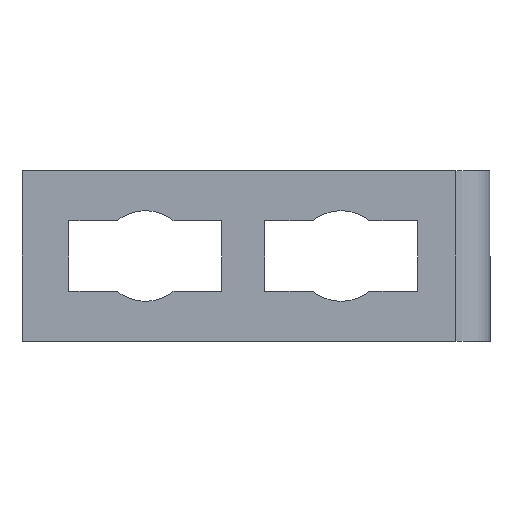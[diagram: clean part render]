
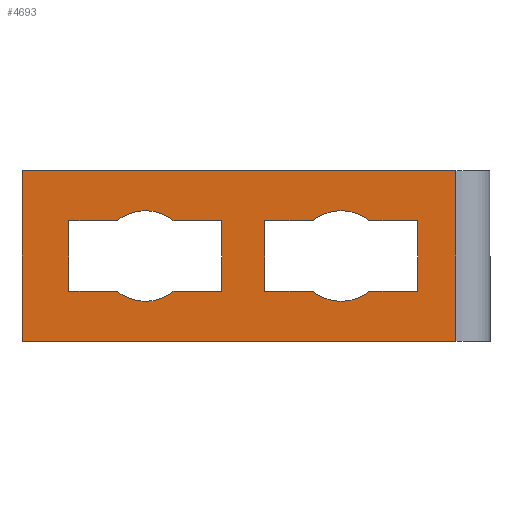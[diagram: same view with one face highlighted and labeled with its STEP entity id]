
A CAD part, left-side view. The second image highlights one B-rep face of the part: STEP entity #4693.
In plain terms, the highlighted planar face has unit normal (-1, 0, 0).
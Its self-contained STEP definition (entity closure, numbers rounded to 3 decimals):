
#3889=CARTESIAN_POINT('',(-110.,53.,-8.25));
#3890=VERTEX_POINT('',#3889);
#3897=CARTESIAN_POINT('',(-110.,41.735,-8.25));
#3898=VERTEX_POINT('',#3897);
#3899=CARTESIAN_POINT('',(-110.,41.735,-8.25));
#3900=DIRECTION('',(0.0,1.0,0.0));
#3901=VECTOR('',#3900,11.265);
#3902=LINE('',#3899,#3901);
#3903=EDGE_CURVE('',#3898,#3890,#3902,.T.);
#3929=CARTESIAN_POINT('',(-110.,28.265,-8.25));
#3930=VERTEX_POINT('',#3929);
#3931=CARTESIAN_POINT('',(-110.,35.,0.));
#3932=DIRECTION('',(1.0,0.,0.));
#3933=DIRECTION('',(0.,0.632,-0.775));
#3934=AXIS2_PLACEMENT_3D('',#3931,#3932,#3933);
#3935=CIRCLE('',#3934,10.65);
#3936=EDGE_CURVE('',#3930,#3898,#3935,.T.);
#3961=CARTESIAN_POINT('',(-110.,17.,-8.25));
#3962=VERTEX_POINT('',#3961);
#3963=CARTESIAN_POINT('',(-110.,17.,-8.25));
#3964=DIRECTION('',(0.0,1.0,0.0));
#3965=VECTOR('',#3964,11.265);
#3966=LINE('',#3963,#3965);
#3967=EDGE_CURVE('',#3962,#3930,#3966,.T.);
#3992=CARTESIAN_POINT('',(-110.,17.,8.25));
#3993=VERTEX_POINT('',#3992);
#3994=CARTESIAN_POINT('',(-110.,17.,8.25));
#3995=DIRECTION('',(0.0,0.0,-1.0));
#3996=VECTOR('',#3995,16.5);
#3997=LINE('',#3994,#3996);
#3998=EDGE_CURVE('',#3993,#3962,#3997,.T.);
#4023=CARTESIAN_POINT('',(-110.,28.265,8.25));
#4024=VERTEX_POINT('',#4023);
#4025=CARTESIAN_POINT('',(-110.,28.265,8.25));
#4026=DIRECTION('',(0.0,-1.0,0.0));
#4027=VECTOR('',#4026,11.265);
#4028=LINE('',#4025,#4027);
#4029=EDGE_CURVE('',#4024,#3993,#4028,.T.);
#4055=CARTESIAN_POINT('',(-110.,41.735,8.25));
#4056=VERTEX_POINT('',#4055);
#4057=CARTESIAN_POINT('',(-110.,35.,0.));
#4058=DIRECTION('',(1.0,0.,0.));
#4059=DIRECTION('',(0.,-0.632,0.775));
#4060=AXIS2_PLACEMENT_3D('',#4057,#4058,#4059);
#4061=CIRCLE('',#4060,10.65);
#4062=EDGE_CURVE('',#4056,#4024,#4061,.T.);
#4087=CARTESIAN_POINT('',(-110.,53.,8.25));
#4088=VERTEX_POINT('',#4087);
#4089=CARTESIAN_POINT('',(-110.,53.,8.25));
#4090=DIRECTION('',(0.0,-1.0,0.0));
#4091=VECTOR('',#4090,11.265);
#4092=LINE('',#4089,#4091);
#4093=EDGE_CURVE('',#4088,#4056,#4092,.T.);
#4116=CARTESIAN_POINT('',(-110.,53.,-8.25));
#4117=DIRECTION('',(0.0,0.0,1.0));
#4118=VECTOR('',#4117,16.5);
#4119=LINE('',#4116,#4118);
#4120=EDGE_CURVE('',#3890,#4088,#4119,.T.);
#4141=CARTESIAN_POINT('',(-110.,99.,-8.25));
#4142=VERTEX_POINT('',#4141);
#4149=CARTESIAN_POINT('',(-110.,87.735,-8.25));
#4150=VERTEX_POINT('',#4149);
#4151=CARTESIAN_POINT('',(-110.,87.735,-8.25));
#4152=DIRECTION('',(0.0,1.0,0.0));
#4153=VECTOR('',#4152,11.265);
#4154=LINE('',#4151,#4153);
#4155=EDGE_CURVE('',#4150,#4142,#4154,.T.);
#4181=CARTESIAN_POINT('',(-110.,74.265,-8.25));
#4182=VERTEX_POINT('',#4181);
#4183=CARTESIAN_POINT('',(-110.,81.,0.));
#4184=DIRECTION('',(1.0,0.,0.));
#4185=DIRECTION('',(0.,0.632,-0.775));
#4186=AXIS2_PLACEMENT_3D('',#4183,#4184,#4185);
#4187=CIRCLE('',#4186,10.65);
#4188=EDGE_CURVE('',#4182,#4150,#4187,.T.);
#4213=CARTESIAN_POINT('',(-110.,63.,-8.25));
#4214=VERTEX_POINT('',#4213);
#4215=CARTESIAN_POINT('',(-110.,63.,-8.25));
#4216=DIRECTION('',(0.0,1.0,0.0));
#4217=VECTOR('',#4216,11.265);
#4218=LINE('',#4215,#4217);
#4219=EDGE_CURVE('',#4214,#4182,#4218,.T.);
#4244=CARTESIAN_POINT('',(-110.0,63.,8.25));
#4245=VERTEX_POINT('',#4244);
#4246=CARTESIAN_POINT('',(-110.,63.,8.25));
#4247=DIRECTION('',(0.0,0.0,-1.0));
#4248=VECTOR('',#4247,16.5);
#4249=LINE('',#4246,#4248);
#4250=EDGE_CURVE('',#4245,#4214,#4249,.T.);
#4275=CARTESIAN_POINT('',(-110.,74.265,8.25));
#4276=VERTEX_POINT('',#4275);
#4277=CARTESIAN_POINT('',(-110.,74.265,8.25));
#4278=DIRECTION('',(0.0,-1.0,0.0));
#4279=VECTOR('',#4278,11.265);
#4280=LINE('',#4277,#4279);
#4281=EDGE_CURVE('',#4276,#4245,#4280,.T.);
#4307=CARTESIAN_POINT('',(-110.,87.735,8.25));
#4308=VERTEX_POINT('',#4307);
#4309=CARTESIAN_POINT('',(-110.,81.,0.));
#4310=DIRECTION('',(1.0,0.,0.));
#4311=DIRECTION('',(0.,-0.632,0.775));
#4312=AXIS2_PLACEMENT_3D('',#4309,#4310,#4311);
#4313=CIRCLE('',#4312,10.65);
#4314=EDGE_CURVE('',#4308,#4276,#4313,.T.);
#4339=CARTESIAN_POINT('',(-110.,99.,8.25));
#4340=VERTEX_POINT('',#4339);
#4341=CARTESIAN_POINT('',(-110.,99.,8.25));
#4342=DIRECTION('',(0.0,-1.0,0.0));
#4343=VECTOR('',#4342,11.265);
#4344=LINE('',#4341,#4343);
#4345=EDGE_CURVE('',#4340,#4308,#4344,.T.);
#4368=CARTESIAN_POINT('',(-110.,99.,-8.25));
#4369=DIRECTION('',(0.0,0.0,1.0));
#4370=VECTOR('',#4369,16.5);
#4371=LINE('',#4368,#4370);
#4372=EDGE_CURVE('',#4142,#4340,#4371,.T.);
#4579=CARTESIAN_POINT('',(-110.,8.,-20.));
#4580=VERTEX_POINT('',#4579);
#4587=CARTESIAN_POINT('',(-110.,110.,-20.));
#4588=VERTEX_POINT('',#4587);
#4589=CARTESIAN_POINT('',(-110.,8.,-20.));
#4590=DIRECTION('',(0.0,1.0,0.0));
#4591=VECTOR('',#4590,102.0);
#4592=LINE('',#4589,#4591);
#4593=EDGE_CURVE('',#4580,#4588,#4592,.T.);
#4643=CARTESIAN_POINT('',(-110.,3.476,0.));
#4644=DIRECTION('',(1.0,0.0,0.0));
#4645=DIRECTION('',(0.0,0.0,1.0));
#4646=AXIS2_PLACEMENT_3D('',#4643,#4644,#4645);
#4647=PLANE('',#4646);
#4648=CARTESIAN_POINT('',(-110.,8.,20.));
#4649=VERTEX_POINT('',#4648);
#4650=CARTESIAN_POINT('',(-110.,8.,-20.));
#4651=DIRECTION('',(0.0,0.0,1.0));
#4652=VECTOR('',#4651,40.);
#4653=LINE('',#4650,#4652);
#4654=EDGE_CURVE('',#4580,#4649,#4653,.T.);
#4655=ORIENTED_EDGE('',*,*,#4654,.T.);
#4656=CARTESIAN_POINT('',(-110.,110.,20.));
#4657=VERTEX_POINT('',#4656);
#4658=CARTESIAN_POINT('',(-110.,110.,20.));
#4659=DIRECTION('',(0.0,-1.0,0.0));
#4660=VECTOR('',#4659,102.);
#4661=LINE('',#4658,#4660);
#4662=EDGE_CURVE('',#4657,#4649,#4661,.T.);
#4663=ORIENTED_EDGE('',*,*,#4662,.F.);
#4664=CARTESIAN_POINT('',(-110.,110.,-20.));
#4665=DIRECTION('',(0.0,0.0,1.0));
#4666=VECTOR('',#4665,40.0);
#4667=LINE('',#4664,#4666);
#4668=EDGE_CURVE('',#4588,#4657,#4667,.T.);
#4669=ORIENTED_EDGE('',*,*,#4668,.F.);
#4670=ORIENTED_EDGE('',*,*,#4593,.F.);
#4671=EDGE_LOOP('',(#4655,#4663,#4669,#4670));
#4672=FACE_OUTER_BOUND('',#4671,.T.);
#4673=ORIENTED_EDGE('',*,*,#3903,.T.);
#4674=ORIENTED_EDGE('',*,*,#4120,.T.);
#4675=ORIENTED_EDGE('',*,*,#4093,.T.);
#4676=ORIENTED_EDGE('',*,*,#4062,.T.);
#4677=ORIENTED_EDGE('',*,*,#4029,.T.);
#4678=ORIENTED_EDGE('',*,*,#3998,.T.);
#4679=ORIENTED_EDGE('',*,*,#3967,.T.);
#4680=ORIENTED_EDGE('',*,*,#3936,.T.);
#4681=EDGE_LOOP('',(#4673,#4674,#4675,#4676,#4677,#4678,#4679,#4680));
#4682=FACE_BOUND('',#4681,.T.);
#4683=ORIENTED_EDGE('',*,*,#4155,.T.);
#4684=ORIENTED_EDGE('',*,*,#4372,.T.);
#4685=ORIENTED_EDGE('',*,*,#4345,.T.);
#4686=ORIENTED_EDGE('',*,*,#4314,.T.);
#4687=ORIENTED_EDGE('',*,*,#4281,.T.);
#4688=ORIENTED_EDGE('',*,*,#4250,.T.);
#4689=ORIENTED_EDGE('',*,*,#4219,.T.);
#4690=ORIENTED_EDGE('',*,*,#4188,.T.);
#4691=EDGE_LOOP('',(#4683,#4684,#4685,#4686,#4687,#4688,#4689,#4690));
#4692=FACE_BOUND('',#4691,.T.);
#4693=ADVANCED_FACE('',(#4672,#4682,#4692),#4647,.F.);
